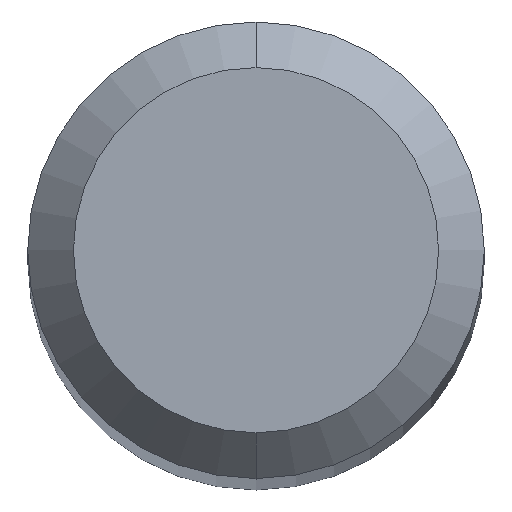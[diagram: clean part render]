
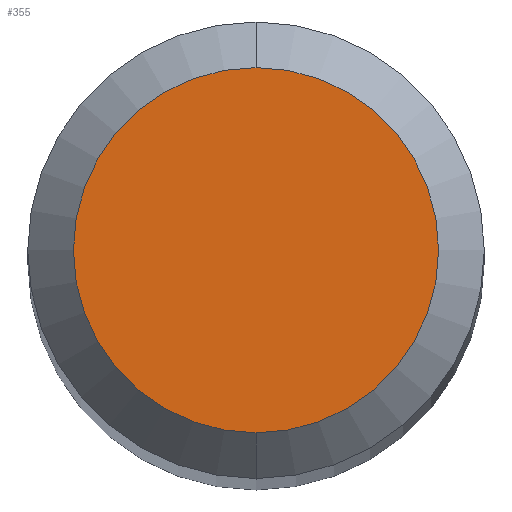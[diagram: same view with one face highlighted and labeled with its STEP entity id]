
A CAD part, top view. The second image highlights one B-rep face of the part: STEP entity #355.
In plain terms, the highlighted planar face has unit normal (0, 0, 1).
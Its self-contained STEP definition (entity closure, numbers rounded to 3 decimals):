
#207=VERTEX_POINT('',#502);
#297=VERTEX_POINT('',#599);
#355=ADVANCED_FACE('',(#663),#664,.T.);
#385=EDGE_CURVE('',#207,#297,#698,.T.);
#419=EDGE_CURVE('',#297,#207,#738,.T.);
#502=CARTESIAN_POINT('',(0.0,1.2,0.0));
#599=CARTESIAN_POINT('',(0.,-1.2,0.0));
#663=FACE_OUTER_BOUND('',#1140,.T.);
#664=PLANE('',#1141);
#698=CIRCLE('',#1254,1.2);
#738=CIRCLE('',#1319,1.2);
#1140=EDGE_LOOP('',(#1577,#1578));
#1141=AXIS2_PLACEMENT_3D('',#1579,#1580,#1581);
#1254=AXIS2_PLACEMENT_3D('',#1628,#1629,#1630);
#1319=AXIS2_PLACEMENT_3D('',#1699,#1700,#1701);
#1577=ORIENTED_EDGE('',*,*,#385,.F.);
#1578=ORIENTED_EDGE('',*,*,#419,.F.);
#1579=CARTESIAN_POINT('',(0.0,0.6,0.0));
#1580=DIRECTION('',(-0.0,0.0,1.0));
#1581=DIRECTION('',(0.0,-1.0,0.0));
#1628=CARTESIAN_POINT('',(0.0,0.0,0.0));
#1629=DIRECTION('',(0.0,0.0,-1.0));
#1630=DIRECTION('',(0.0,1.0,0.0));
#1699=CARTESIAN_POINT('',(0.0,0.0,0.0));
#1700=DIRECTION('',(0.0,0.0,-1.0));
#1701=DIRECTION('',(0.0,1.0,0.0));
